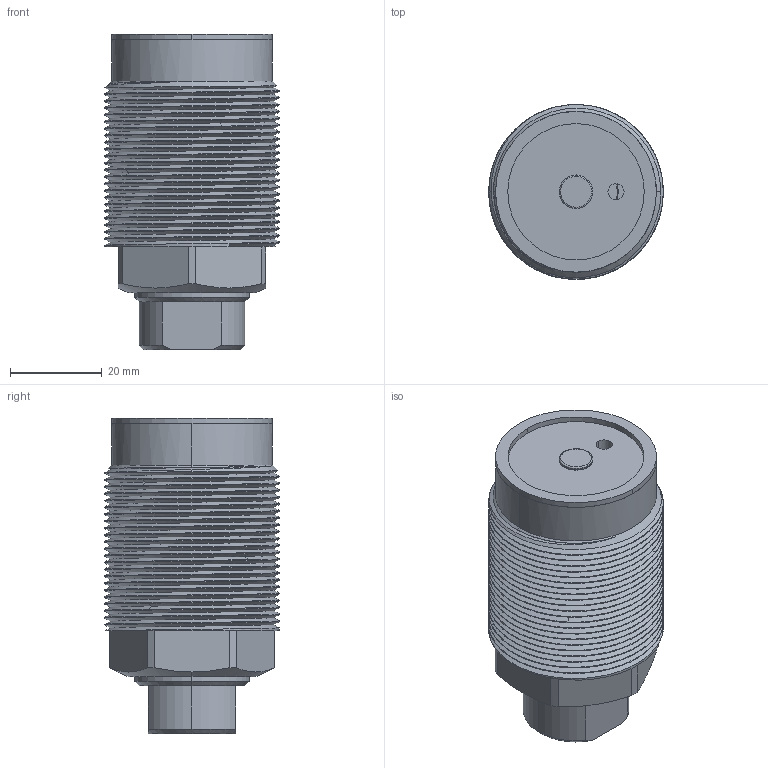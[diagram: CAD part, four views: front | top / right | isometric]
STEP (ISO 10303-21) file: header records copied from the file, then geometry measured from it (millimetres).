
FILE_DESCRIPTION (( 'STEP AP203' ), '1' );
FILE_NAME ('ctc-25b_asm.STEP', '2018-08-13T06:17:43', ( '' ), ( '' ), 'SwSTEP 2.0', 'SolidWorks 2015', '' );
FILE_SCHEMA (( 'CONFIG_CONTROL_DESIGN' ));
Length unit declared in the file: millimetre
Products named in the file (6): CTC-25BT; CTC-25BHSG; CTC-25DP; CTC-25MD; CTC-25HG; ctc-25b_asm
Assembly tree (5 placements, depth 2):
  ctc-25b_asm
    CTC-25BT
    CTC-25BHSG
    CTC-25HG
    CTC-25MD
    CTC-25DP
Bounding box: 38 x 38 x 68.75 mm (x, y, z)
Volume: 50617.4 mm3; surface area: 29925.4 mm2
Topology: 5 solids, 5 shells, 176 faces, 565 edges, 405 vertices
Faces by surface type: cylinder 107, plane 30, bspline 24, cone 15
Entity records: 17469 total; most frequent: CARTESIAN_POINT 12418, ORIENTED_EDGE 1126, DIRECTION 645, EDGE_CURVE 563, VERTEX_POINT 405, B_SPLINE_CURVE_WITH_KNOTS 322, AXIS2_PLACEMENT_3D 248, EDGE_LOOP 192
